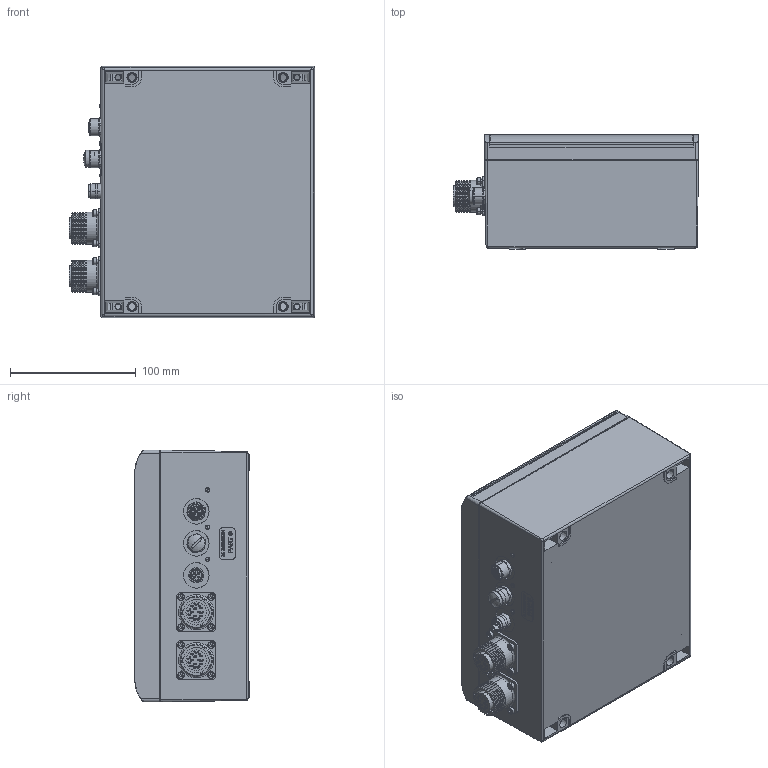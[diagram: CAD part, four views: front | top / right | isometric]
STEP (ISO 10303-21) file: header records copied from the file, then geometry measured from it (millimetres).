
FILE_DESCRIPTION (( 'STEP AP214' ), '1' );
FILE_NAME ('DBAN2N-E.STEP', '2019-02-21T14:07:08', ( '' ), ( '' ), 'SwSTEP 2.0', 'SolidWorks 2017', '' );
FILE_SCHEMA (( 'AUTOMOTIVE_DESIGN' ));
Length unit declared in the file: inch
Products named in the file (12): 46.0407; _191.170.000_cover_1; 15770; DBAN2N-E; 45.0572; 15770 TRIM PIECE; 15808; 46.0316; B18.3.1M - 3 x 0.5 x 8 Hex SHCS -- 8CHX_B18.3.1M - 3 x 0.5 x 8 Hex SHCS -- 8CHX; 68.0182; 15767_FOR SHEET 5 CONNECTOR AND LIGHT PIPE
Assembly tree (22 placements, depth 3):
  DBAN2N-E
    15770
      15770
    _191.170.000_cover_1
    46.0407  x2
    15767_FOR SHEET 5 CONNECTOR AND LIGHT PIPE
    68.0182  x3
    B18.3.1M - 3 x 0.5 x 8 Hex SHCS -- 8CHX_B18.3.1M - 3 x 0.5 x 8 Hex SHCS -- 8CHX  x8
    46.0316
    15808
    15770 TRIM PIECE  x2
    45.0572
Bounding box: 194.73 x 91 x 200 mm (x, y, z)
Volume: 574289.9 mm3; surface area: 386102.2 mm2
Topology: 20 solids, 47 shells, 5099 faces, 13184 edges, 8566 vertices
Faces by surface type: plane 2806, cylinder 987, bspline 706, cone 506, torus 92, sphere 2
Entity records: 201565 total; most frequent: CARTESIAN_POINT 66657, ORIENTED_EDGE 21568, DIRECTION 18064, EDGE_CURVE 10790, VERTEX_POINT 7073, LINE 7036, VECTOR 7036, AXIS2_PLACEMENT_3D 5514
